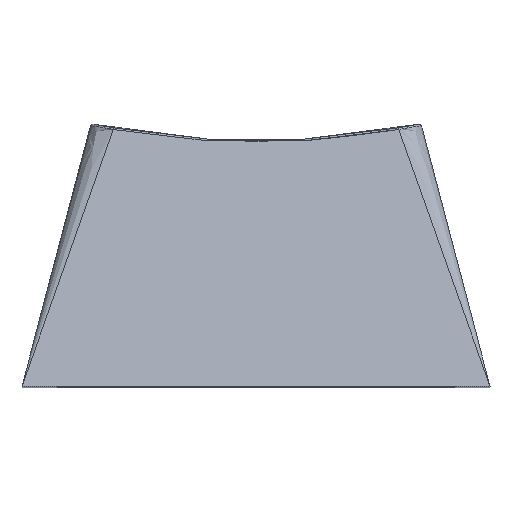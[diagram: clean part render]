
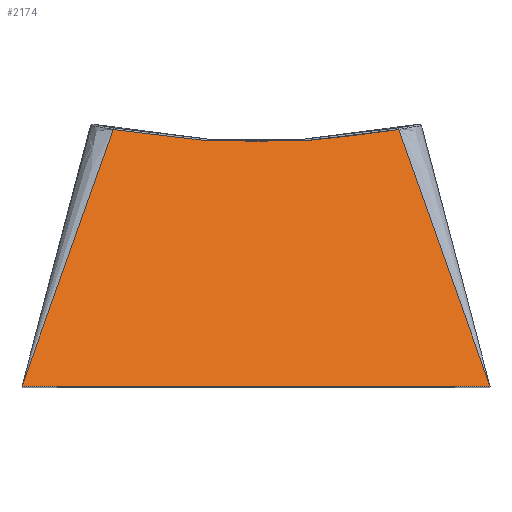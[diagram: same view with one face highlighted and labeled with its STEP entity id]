
A CAD part, top view. The second image highlights one B-rep face of the part: STEP entity #2174.
In plain terms, the highlighted planar face has unit normal (0, 0.326, 0.946).
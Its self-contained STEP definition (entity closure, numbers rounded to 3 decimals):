
#147 = CARTESIAN_POINT ( 'NONE',  ( 14.488, 9.874, 33.75 ) ) ;
#252 = DIRECTION ( 'NONE',  ( 0., -0.326, -0.946 ) ) ;
#431 = CARTESIAN_POINT ( 'NONE',  ( 1.23, 3.462, 35.958 ) ) ;
#505 = EDGE_CURVE ( 'NONE', #1899, #987, #2020, .T. ) ;
#639 = CARTESIAN_POINT ( 'NONE',  ( 18., 0., 37.15 ) ) ;
#734 = EDGE_CURVE ( 'NONE', #1333, #1899, #1743, .T. ) ;
#735 = CARTESIAN_POINT ( 'NONE',  ( 8.078, 9.382, 33.919 ) ) ;
#763 = DIRECTION ( 'NONE',  ( 0., 0.946, -0.326 ) ) ;
#805 = PLANE ( 'NONE',  #1461 ) ;
#884 = VECTOR ( 'NONE', #2536, 1000. ) ;
#981 = CARTESIAN_POINT ( 'NONE',  ( 4.417, 9.711, 33.806 ) ) ;
#987 = VERTEX_POINT ( 'NONE', #2395 ) ;
#1024 = EDGE_CURVE ( 'NONE', #987, #2833, #2060, .T. ) ;
#1174 = CARTESIAN_POINT ( 'NONE',  ( 14.488, 9.874, 33.75 ) ) ;
#1220 = CARTESIAN_POINT ( 'NONE',  ( 0., 0., 37.15 ) ) ;
#1257 = CARTESIAN_POINT ( 'NONE',  ( 3.512, 9.874, 33.75 ) ) ;
#1333 = VERTEX_POINT ( 'NONE', #639 ) ;
#1343 = CARTESIAN_POINT ( 'NONE',  ( 0., 0., 37.15 ) ) ;
#1351 = LINE ( 'NONE', #1343, #884 ) ;
#1461 = AXIS2_PLACEMENT_3D ( 'NONE', #2487, #252, #763 ) ;
#1598 = CARTESIAN_POINT ( 'NONE',  ( 18., 0., 37.15 ) ) ;
#1743 = B_SPLINE_CURVE_WITH_KNOTS ( 'NONE', 3,
 ( #1598, #2595, #2627, #147 ),
 .UNSPECIFIED., .F., .F.,
 ( 4, 4 ),
 ( 0., 0.993 ),
 .UNSPECIFIED. ) ;
#1746 = CARTESIAN_POINT ( 'NONE',  ( 9.918, 9.382, 33.919 ) ) ;
#1899 = VERTEX_POINT ( 'NONE', #1174 ) ;
#1959 = CARTESIAN_POINT ( 'NONE',  ( 7.156, 9.424, 33.905 ) ) ;
#2003 = CARTESIAN_POINT ( 'NONE',  ( 14.488, 9.874, 33.75 ) ) ;
#2020 = B_SPLINE_CURVE_WITH_KNOTS ( 'NONE', 3,
 ( #2003, #2203, #3160, #2193, #1746, #735, #1959, #2963, #981, #1257 ),
 .UNSPECIFIED., .F., .F.,
 ( 4, 2, 2, 2, 4 ),
 ( 0., 0.003, 0.006, 0.008, 0.011 ),
 .UNSPECIFIED. ) ;
#2060 = B_SPLINE_CURVE_WITH_KNOTS ( 'NONE', 3,
 ( #2631, #2133, #431, #2653 ),
 .UNSPECIFIED., .F., .F.,
 ( 4, 4 ),
 ( 0.007, 1. ),
 .UNSPECIFIED. ) ;
#2133 = CARTESIAN_POINT ( 'NONE',  ( 2.401, 6.753, 34.825 ) ) ;
#2139 = FACE_OUTER_BOUND ( 'NONE', #2278, .T. ) ;
#2174 = ADVANCED_FACE ( 'NONE', ( #2139 ), #805, .F. ) ;
#2193 = CARTESIAN_POINT ( 'NONE',  ( 10.839, 9.424, 33.905 ) ) ;
#2203 = CARTESIAN_POINT ( 'NONE',  ( 13.583, 9.711, 33.806 ) ) ;
#2278 = EDGE_LOOP ( 'NONE', ( #2445, #2907, #2836, #2512 ) ) ;
#2365 = EDGE_CURVE ( 'NONE', #2833, #1333, #1351, .T. ) ;
#2395 = CARTESIAN_POINT ( 'NONE',  ( 3.512, 9.874, 33.75 ) ) ;
#2445 = ORIENTED_EDGE ( 'NONE', *, *, #734, .T. ) ;
#2487 = CARTESIAN_POINT ( 'NONE',  ( 9., 9.451, 33.896 ) ) ;
#2512 = ORIENTED_EDGE ( 'NONE', *, *, #2365, .T. ) ;
#2536 = DIRECTION ( 'NONE',  ( 1., 0., 0. ) ) ;
#2595 = CARTESIAN_POINT ( 'NONE',  ( 16.77, 3.462, 35.958 ) ) ;
#2627 = CARTESIAN_POINT ( 'NONE',  ( 15.599, 6.753, 34.825 ) ) ;
#2631 = CARTESIAN_POINT ( 'NONE',  ( 3.512, 9.874, 33.75 ) ) ;
#2653 = CARTESIAN_POINT ( 'NONE',  ( 0., 0., 37.15 ) ) ;
#2833 = VERTEX_POINT ( 'NONE', #1220 ) ;
#2836 = ORIENTED_EDGE ( 'NONE', *, *, #1024, .T. ) ;
#2907 = ORIENTED_EDGE ( 'NONE', *, *, #505, .T. ) ;
#2963 = CARTESIAN_POINT ( 'NONE',  ( 5.327, 9.588, 33.849 ) ) ;
#3160 = CARTESIAN_POINT ( 'NONE',  ( 12.672, 9.588, 33.849 ) ) ;
